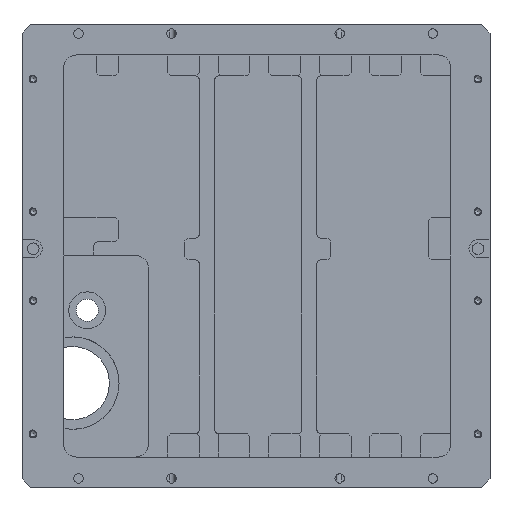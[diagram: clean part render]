
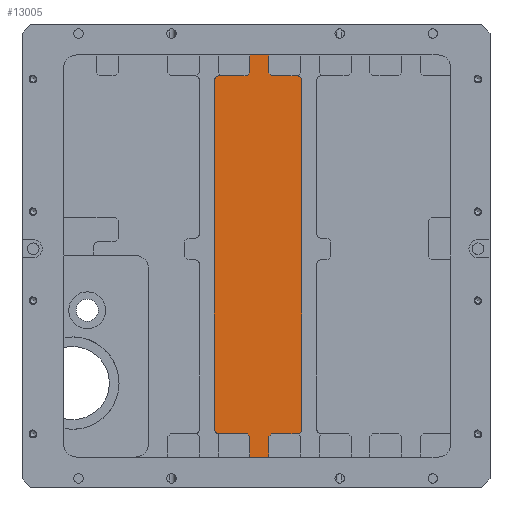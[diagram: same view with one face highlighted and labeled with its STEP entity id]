
A CAD part, front view. The second image highlights one B-rep face of the part: STEP entity #13005.
In plain terms, the highlighted planar face has unit normal (0, -1, 0).
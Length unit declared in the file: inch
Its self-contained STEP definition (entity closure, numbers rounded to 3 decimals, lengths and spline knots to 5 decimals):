
#129=PLANE('',#13803);
#497=CIRCLE('',#13800,0.08);
#500=CIRCLE('',#13804,0.08);
#501=CIRCLE('',#13805,0.08);
#502=CIRCLE('',#13806,0.08);
#1024=FACE_OUTER_BOUND('',#1735,.T.);
#1735=EDGE_LOOP('',(#9220,#9221,#9222,#9223,#9224,#9225,#9226,#9227,#9228,
#9229,#9230,#9231,#9232,#9233,#9234,#9235,#9236,#9237,#9238,#9239));
#2949=LINE('',#23668,#4148);
#2950=LINE('',#23672,#4149);
#2951=LINE('',#23674,#4150);
#2952=LINE('',#23676,#4151);
#2953=LINE('',#23678,#4152);
#2954=LINE('',#23680,#4153);
#2955=LINE('',#23682,#4154);
#2956=LINE('',#23684,#4155);
#2957=LINE('',#23688,#4156);
#2958=LINE('',#23692,#4157);
#2959=LINE('',#23694,#4158);
#2960=LINE('',#23696,#4159);
#2961=LINE('',#23698,#4160);
#2962=LINE('',#23700,#4161);
#2963=LINE('',#23702,#4162);
#2964=LINE('',#23703,#4163);
#4148=VECTOR('',#15406,0.3937);
#4149=VECTOR('',#15409,0.3937);
#4150=VECTOR('',#15410,0.3937);
#4151=VECTOR('',#15411,0.3937);
#4152=VECTOR('',#15412,0.3937);
#4153=VECTOR('',#15413,0.3937);
#4154=VECTOR('',#15414,0.3937);
#4155=VECTOR('',#15415,0.3937);
#4156=VECTOR('',#15418,0.3937);
#4157=VECTOR('',#15421,0.3937);
#4158=VECTOR('',#15422,0.3937);
#4159=VECTOR('',#15423,0.3937);
#4160=VECTOR('',#15424,0.3937);
#4161=VECTOR('',#15425,0.3937);
#4162=VECTOR('',#15426,0.3937);
#4163=VECTOR('',#15427,0.3937);
#5575=VERTEX_POINT('',#23654);
#5576=VERTEX_POINT('',#23655);
#5581=VERTEX_POINT('',#23667);
#5582=VERTEX_POINT('',#23669);
#5583=VERTEX_POINT('',#23671);
#5584=VERTEX_POINT('',#23673);
#5585=VERTEX_POINT('',#23675);
#5586=VERTEX_POINT('',#23677);
#5587=VERTEX_POINT('',#23679);
#5588=VERTEX_POINT('',#23681);
#5589=VERTEX_POINT('',#23683);
#5590=VERTEX_POINT('',#23685);
#5591=VERTEX_POINT('',#23687);
#5592=VERTEX_POINT('',#23689);
#5593=VERTEX_POINT('',#23691);
#5594=VERTEX_POINT('',#23693);
#5595=VERTEX_POINT('',#23695);
#5596=VERTEX_POINT('',#23697);
#5597=VERTEX_POINT('',#23699);
#5598=VERTEX_POINT('',#23701);
#7054=EDGE_CURVE('',#5575,#5576,#497,.T.);
#7060=EDGE_CURVE('',#5576,#5581,#2949,.T.);
#7061=EDGE_CURVE('',#5581,#5582,#500,.T.);
#7062=EDGE_CURVE('',#5582,#5583,#2950,.T.);
#7063=EDGE_CURVE('',#5584,#5583,#2951,.F.);
#7064=EDGE_CURVE('',#5584,#5585,#2952,.T.);
#7065=EDGE_CURVE('',#5586,#5585,#2953,.T.);
#7066=EDGE_CURVE('',#5586,#5587,#2954,.T.);
#7067=EDGE_CURVE('',#5588,#5587,#2955,.F.);
#7068=EDGE_CURVE('',#5588,#5589,#2956,.T.);
#7069=EDGE_CURVE('',#5589,#5590,#501,.T.);
#7070=EDGE_CURVE('',#5590,#5591,#2957,.T.);
#7071=EDGE_CURVE('',#5591,#5592,#502,.T.);
#7072=EDGE_CURVE('',#5592,#5593,#2958,.T.);
#7073=EDGE_CURVE('',#5594,#5593,#2959,.F.);
#7074=EDGE_CURVE('',#5594,#5595,#2960,.T.);
#7075=EDGE_CURVE('',#5596,#5595,#2961,.T.);
#7076=EDGE_CURVE('',#5596,#5597,#2962,.T.);
#7077=EDGE_CURVE('',#5598,#5597,#2963,.F.);
#7078=EDGE_CURVE('',#5598,#5575,#2964,.T.);
#9220=ORIENTED_EDGE('',*,*,#7054,.T.);
#9221=ORIENTED_EDGE('',*,*,#7060,.T.);
#9222=ORIENTED_EDGE('',*,*,#7061,.T.);
#9223=ORIENTED_EDGE('',*,*,#7062,.T.);
#9224=ORIENTED_EDGE('',*,*,#7063,.F.);
#9225=ORIENTED_EDGE('',*,*,#7064,.T.);
#9226=ORIENTED_EDGE('',*,*,#7065,.F.);
#9227=ORIENTED_EDGE('',*,*,#7066,.T.);
#9228=ORIENTED_EDGE('',*,*,#7067,.F.);
#9229=ORIENTED_EDGE('',*,*,#7068,.T.);
#9230=ORIENTED_EDGE('',*,*,#7069,.T.);
#9231=ORIENTED_EDGE('',*,*,#7070,.T.);
#9232=ORIENTED_EDGE('',*,*,#7071,.T.);
#9233=ORIENTED_EDGE('',*,*,#7072,.T.);
#9234=ORIENTED_EDGE('',*,*,#7073,.F.);
#9235=ORIENTED_EDGE('',*,*,#7074,.T.);
#9236=ORIENTED_EDGE('',*,*,#7075,.F.);
#9237=ORIENTED_EDGE('',*,*,#7076,.T.);
#9238=ORIENTED_EDGE('',*,*,#7077,.F.);
#9239=ORIENTED_EDGE('',*,*,#7078,.T.);
#13005=ADVANCED_FACE('',(#1024),#129,.F.);
#13800=AXIS2_PLACEMENT_3D('',#23656,#15395,#15396);
#13803=AXIS2_PLACEMENT_3D('',#23666,#15404,#15405);
#13804=AXIS2_PLACEMENT_3D('',#23670,#15407,#15408);
#13805=AXIS2_PLACEMENT_3D('',#23686,#15416,#15417);
#13806=AXIS2_PLACEMENT_3D('',#23690,#15419,#15420);
#15395=DIRECTION('center_axis',(0.,-1.,0.));
#15396=DIRECTION('ref_axis',(0.707,0.,-0.707));
#15404=DIRECTION('center_axis',(0.,1.,0.));
#15405=DIRECTION('ref_axis',(1.,0.,0.));
#15406=DIRECTION('',(0.,0.,1.));
#15407=DIRECTION('center_axis',(0.,-1.,0.));
#15408=DIRECTION('ref_axis',(0.707,0.,0.707));
#15409=DIRECTION('',(-1.,0.,0.));
#15410=DIRECTION('',(-0.707,0.,0.707));
#15411=DIRECTION('',(0.,0.,1.));
#15412=DIRECTION('',(1.,0.,0.));
#15413=DIRECTION('',(0.,0.,-1.));
#15414=DIRECTION('',(-0.707,0.,-0.707));
#15415=DIRECTION('',(-1.,0.,0.));
#15416=DIRECTION('center_axis',(0.,-1.,0.));
#15417=DIRECTION('ref_axis',(-0.707,0.,0.707));
#15418=DIRECTION('',(0.,0.,-1.));
#15419=DIRECTION('center_axis',(0.,-1.,0.));
#15420=DIRECTION('ref_axis',(-0.707,0.,-0.707));
#15421=DIRECTION('',(1.,0.,0.));
#15422=DIRECTION('',(0.707,0.,-0.707));
#15423=DIRECTION('',(0.,0.,-1.));
#15424=DIRECTION('',(-1.,0.,0.));
#15425=DIRECTION('',(0.,0.,1.));
#15426=DIRECTION('',(0.707,0.,0.707));
#15427=DIRECTION('',(1.,0.,0.));
#23654=CARTESIAN_POINT('',(-12.91452,0.625,-3.51932));
#23655=CARTESIAN_POINT('',(-12.83452,0.625,-3.43932));
#23656=CARTESIAN_POINT('Origin',(-12.91452,0.625,-3.43932));
#23666=CARTESIAN_POINT('Origin',(-13.60481,0.625,-0.43932));
#23667=CARTESIAN_POINT('',(-12.83452,0.625,2.60068));
#23668=CARTESIAN_POINT('',(-12.83452,0.625,-1.97932));
#23669=CARTESIAN_POINT('',(-12.91452,0.625,2.68068));
#23670=CARTESIAN_POINT('Origin',(-12.91452,0.625,2.60068));
#23671=CARTESIAN_POINT('',(-13.35552,0.625,2.68068));
#23672=CARTESIAN_POINT('',(-13.21966,0.625,2.68068));
#23673=CARTESIAN_POINT('',(-13.40552,0.625,2.73068));
#23674=CARTESIAN_POINT('',(-12.65034,0.625,1.9755));
#23675=CARTESIAN_POINT('',(-13.40552,0.625,3.04068));
#23676=CARTESIAN_POINT('',(-13.40552,0.625,1.12068));
#23677=CARTESIAN_POINT('',(-13.73052,0.625,3.04068));
#23678=CARTESIAN_POINT('',(-16.73411,0.625,3.04068));
#23679=CARTESIAN_POINT('',(-13.73052,0.625,2.73068));
#23680=CARTESIAN_POINT('',(-13.73052,0.625,1.30092));
#23681=CARTESIAN_POINT('',(-13.78052,0.625,2.68068));
#23682=CARTESIAN_POINT('',(-14.50409,0.625,1.9571));
#23683=CARTESIAN_POINT('',(-14.26552,0.625,2.68068));
#23684=CARTESIAN_POINT('',(-13.66766,0.625,2.68068));
#23685=CARTESIAN_POINT('',(-14.34552,0.625,2.60068));
#23686=CARTESIAN_POINT('Origin',(-14.26552,0.625,2.60068));
#23687=CARTESIAN_POINT('',(-14.34552,0.625,-3.43932));
#23688=CARTESIAN_POINT('',(-14.34552,0.625,1.12068));
#23689=CARTESIAN_POINT('',(-14.26552,0.625,-3.51932));
#23690=CARTESIAN_POINT('Origin',(-14.26552,0.625,-3.43932));
#23691=CARTESIAN_POINT('',(-13.78052,0.625,-3.51932));
#23692=CARTESIAN_POINT('',(-13.97516,0.625,-3.51932));
#23693=CARTESIAN_POINT('',(-13.73052,0.625,-3.56932));
#23694=CARTESIAN_POINT('',(-14.49409,0.625,-2.80575));
#23695=CARTESIAN_POINT('',(-13.73052,0.625,-3.91932));
#23696=CARTESIAN_POINT('',(-13.73052,0.625,-1.97932));
#23697=CARTESIAN_POINT('',(-13.40552,0.625,-3.91932));
#23698=CARTESIAN_POINT('',(-10.25552,0.625,-3.91932));
#23699=CARTESIAN_POINT('',(-13.40552,0.625,-3.56932));
#23700=CARTESIAN_POINT('',(-13.40552,0.625,-2.17932));
#23701=CARTESIAN_POINT('',(-13.35552,0.625,-3.51932));
#23702=CARTESIAN_POINT('',(-12.66034,0.625,-2.82415));
#23703=CARTESIAN_POINT('',(-13.50516,0.625,-3.51932));
